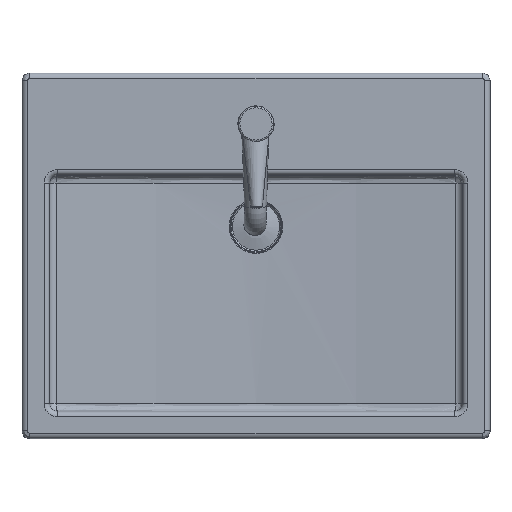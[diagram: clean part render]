
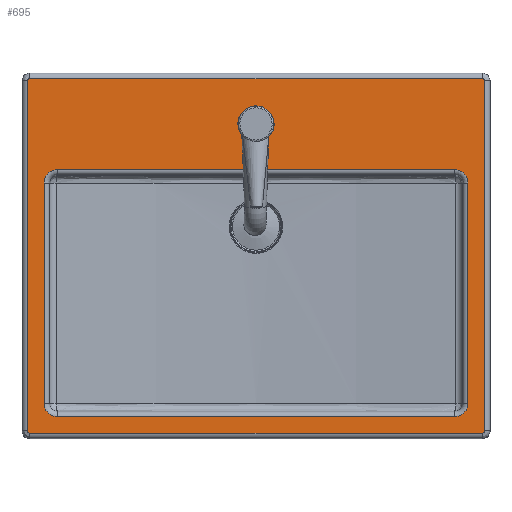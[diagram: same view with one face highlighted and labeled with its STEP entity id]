
A CAD part, top view. The second image highlights one B-rep face of the part: STEP entity #695.
In plain terms, the highlighted planar face has unit normal (0, 0, 1).
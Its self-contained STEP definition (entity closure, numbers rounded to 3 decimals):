
#515=CARTESIAN_POINT('',(274.859,-41.418,130.0));
#516=VERTEX_POINT('',#515);
#517=CARTESIAN_POINT('',(254.359,-41.418,130.0));
#518=DIRECTION('',(0.0,0.0,1.0));
#519=DIRECTION('',(-1.0,0.0,0.0));
#520=AXIS2_PLACEMENT_3D('',#517,#518,#519);
#521=CIRCLE('',#520,20.5);
#522=EDGE_CURVE('',#516,#516,#521,.T.);
#547=CARTESIAN_POINT('',(254.359,-208.918,130.0));
#548=DIRECTION('',(0.0,0.0,1.0));
#549=DIRECTION('',(1.0,0.0,0.0));
#550=AXIS2_PLACEMENT_3D('',#547,#548,#549);
#551=PLANE('',#550);
#552=CARTESIAN_POINT('',(-33.141,-434.418,130.0));
#553=VERTEX_POINT('',#552);
#554=CARTESIAN_POINT('',(-36.141,-431.418,130.0));
#555=VERTEX_POINT('',#554);
#556=CARTESIAN_POINT('',(-33.141,-431.418,130.0));
#557=DIRECTION('',(0.0,0.0,-1.0));
#558=DIRECTION('',(-0.707,-0.707,0.0));
#559=AXIS2_PLACEMENT_3D('',#556,#557,#558);
#560=CIRCLE('',#559,3.);
#561=EDGE_CURVE('',#553,#555,#560,.T.);
#562=ORIENTED_EDGE('',*,*,#561,.F.);
#563=CARTESIAN_POINT('',(541.859,-434.418,130.0));
#564=VERTEX_POINT('',#563);
#565=CARTESIAN_POINT('',(541.859,-434.418,130.0));
#566=DIRECTION('',(-1.0,0.0,0.0));
#567=VECTOR('',#566,575.);
#568=LINE('',#565,#567);
#569=EDGE_CURVE('',#564,#553,#568,.T.);
#570=ORIENTED_EDGE('',*,*,#569,.F.);
#571=CARTESIAN_POINT('',(544.859,-431.418,130.0));
#572=VERTEX_POINT('',#571);
#573=CARTESIAN_POINT('',(541.859,-431.418,130.0));
#574=DIRECTION('',(0.0,0.0,-1.));
#575=DIRECTION('',(0.707,-0.707,0.0));
#576=AXIS2_PLACEMENT_3D('',#573,#574,#575);
#577=CIRCLE('',#576,3.);
#578=EDGE_CURVE('',#572,#564,#577,.T.);
#579=ORIENTED_EDGE('',*,*,#578,.F.);
#580=CARTESIAN_POINT('',(544.859,13.582,130.0));
#581=VERTEX_POINT('',#580);
#582=CARTESIAN_POINT('',(544.859,13.582,130.0));
#583=DIRECTION('',(0.0,-1.0,0.0));
#584=VECTOR('',#583,445.);
#585=LINE('',#582,#584);
#586=EDGE_CURVE('',#581,#572,#585,.T.);
#587=ORIENTED_EDGE('',*,*,#586,.F.);
#588=CARTESIAN_POINT('',(541.859,16.582,130.0));
#589=VERTEX_POINT('',#588);
#590=CARTESIAN_POINT('',(541.859,13.582,130.0));
#591=DIRECTION('',(0.0,0.0,-1.));
#592=DIRECTION('',(0.707,0.707,0.0));
#593=AXIS2_PLACEMENT_3D('',#590,#591,#592);
#594=CIRCLE('',#593,3.);
#595=EDGE_CURVE('',#589,#581,#594,.T.);
#596=ORIENTED_EDGE('',*,*,#595,.F.);
#597=CARTESIAN_POINT('',(-33.141,16.582,130.0));
#598=VERTEX_POINT('',#597);
#599=CARTESIAN_POINT('',(-33.141,16.582,130.0));
#600=DIRECTION('',(1.0,0.0,0.0));
#601=VECTOR('',#600,575.);
#602=LINE('',#599,#601);
#603=EDGE_CURVE('',#598,#589,#602,.T.);
#604=ORIENTED_EDGE('',*,*,#603,.F.);
#605=CARTESIAN_POINT('',(-36.141,13.582,130.0));
#606=VERTEX_POINT('',#605);
#607=CARTESIAN_POINT('',(-33.141,13.582,130.0));
#608=DIRECTION('',(0.0,0.0,-1.0));
#609=DIRECTION('',(-0.707,0.707,0.0));
#610=AXIS2_PLACEMENT_3D('',#607,#608,#609);
#611=CIRCLE('',#610,3.);
#612=EDGE_CURVE('',#606,#598,#611,.T.);
#613=ORIENTED_EDGE('',*,*,#612,.F.);
#614=CARTESIAN_POINT('',(-36.141,-431.418,130.0));
#615=DIRECTION('',(0.0,1.0,0.0));
#616=VECTOR('',#615,445.0);
#617=LINE('',#614,#616);
#618=EDGE_CURVE('',#555,#606,#617,.T.);
#619=ORIENTED_EDGE('',*,*,#618,.F.);
#620=EDGE_LOOP('',(#562,#570,#579,#587,#596,#604,#613,#619));
#621=FACE_OUTER_BOUND('',#620,.T.);
#622=CARTESIAN_POINT('',(506.859,-99.418,130.0));
#623=VERTEX_POINT('',#622);
#624=CARTESIAN_POINT('',(1.859,-99.418,130.0));
#625=VERTEX_POINT('',#624);
#626=CARTESIAN_POINT('',(506.859,-99.418,130.0));
#627=DIRECTION('',(-1.0,0.0,0.0));
#628=VECTOR('',#627,505.);
#629=LINE('',#626,#628);
#630=EDGE_CURVE('',#623,#625,#629,.T.);
#631=ORIENTED_EDGE('',*,*,#630,.F.);
#632=CARTESIAN_POINT('',(523.859,-116.418,130.0));
#633=VERTEX_POINT('',#632);
#634=CARTESIAN_POINT('',(506.859,-116.418,130.0));
#635=DIRECTION('',(0.0,0.0,1.));
#636=DIRECTION('',(0.707,0.707,0.0));
#637=AXIS2_PLACEMENT_3D('',#634,#635,#636);
#638=CIRCLE('',#637,17.0);
#639=EDGE_CURVE('',#633,#623,#638,.T.);
#640=ORIENTED_EDGE('',*,*,#639,.F.);
#641=CARTESIAN_POINT('',(523.859,-396.418,130.0));
#642=VERTEX_POINT('',#641);
#643=CARTESIAN_POINT('',(523.859,-396.418,130.0));
#644=DIRECTION('',(0.0,1.0,0.0));
#645=VECTOR('',#644,280.);
#646=LINE('',#643,#645);
#647=EDGE_CURVE('',#642,#633,#646,.T.);
#648=ORIENTED_EDGE('',*,*,#647,.F.);
#649=CARTESIAN_POINT('',(506.859,-413.418,130.0));
#650=VERTEX_POINT('',#649);
#651=CARTESIAN_POINT('',(506.859,-396.418,130.0));
#652=DIRECTION('',(0.0,0.0,1.));
#653=DIRECTION('',(0.707,-0.707,0.0));
#654=AXIS2_PLACEMENT_3D('',#651,#652,#653);
#655=CIRCLE('',#654,17.0);
#656=EDGE_CURVE('',#650,#642,#655,.T.);
#657=ORIENTED_EDGE('',*,*,#656,.F.);
#658=CARTESIAN_POINT('',(1.859,-413.418,130.0));
#659=VERTEX_POINT('',#658);
#660=CARTESIAN_POINT('',(1.859,-413.418,130.0));
#661=DIRECTION('',(1.0,0.0,0.0));
#662=VECTOR('',#661,505.);
#663=LINE('',#660,#662);
#664=EDGE_CURVE('',#659,#650,#663,.T.);
#665=ORIENTED_EDGE('',*,*,#664,.F.);
#666=CARTESIAN_POINT('',(-15.141,-396.418,130.0));
#667=VERTEX_POINT('',#666);
#668=CARTESIAN_POINT('',(1.859,-396.418,130.0));
#669=DIRECTION('',(0.0,0.0,1.0));
#670=DIRECTION('',(-0.707,-0.707,0.0));
#671=AXIS2_PLACEMENT_3D('',#668,#669,#670);
#672=CIRCLE('',#671,17.);
#673=EDGE_CURVE('',#667,#659,#672,.T.);
#674=ORIENTED_EDGE('',*,*,#673,.F.);
#675=CARTESIAN_POINT('',(-15.141,-116.418,130.0));
#676=VERTEX_POINT('',#675);
#677=CARTESIAN_POINT('',(-15.141,-116.418,130.0));
#678=DIRECTION('',(0.0,-1.0,0.0));
#679=VECTOR('',#678,280.);
#680=LINE('',#677,#679);
#681=EDGE_CURVE('',#676,#667,#680,.T.);
#682=ORIENTED_EDGE('',*,*,#681,.F.);
#683=CARTESIAN_POINT('',(1.859,-116.418,130.0));
#684=DIRECTION('',(0.0,0.0,1.0));
#685=DIRECTION('',(-0.707,0.707,0.0));
#686=AXIS2_PLACEMENT_3D('',#683,#684,#685);
#687=CIRCLE('',#686,17.);
#688=EDGE_CURVE('',#625,#676,#687,.T.);
#689=ORIENTED_EDGE('',*,*,#688,.F.);
#690=EDGE_LOOP('',(#631,#640,#648,#657,#665,#674,#682,#689));
#691=FACE_BOUND('',#690,.T.);
#692=ORIENTED_EDGE('',*,*,#522,.F.);
#693=EDGE_LOOP('',(#692));
#694=FACE_BOUND('',#693,.T.);
#695=ADVANCED_FACE('',(#621,#691,#694),#551,.T.);
